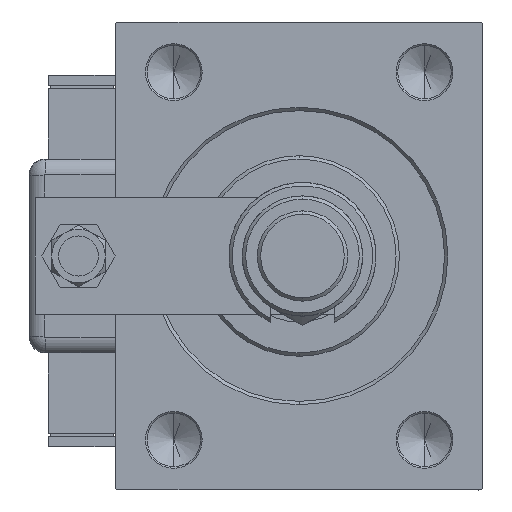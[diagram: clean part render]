
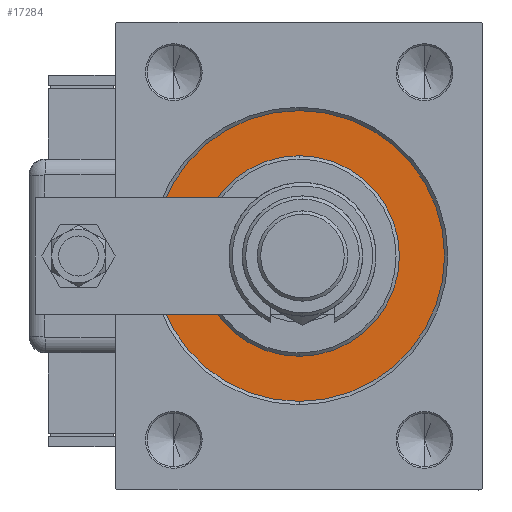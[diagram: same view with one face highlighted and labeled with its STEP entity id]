
A CAD part, left-side view. The second image highlights one B-rep face of the part: STEP entity #17284.
In plain terms, the highlighted face is planar.
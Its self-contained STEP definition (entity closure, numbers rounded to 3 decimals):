
#618 = DIRECTION ( 'NONE',  ( -1., 0., 0. ) ) ;
#1322 = DIRECTION ( 'NONE',  ( 1., 0., 0. ) ) ;
#1479 = CARTESIAN_POINT ( 'NONE',  ( 0., 0., -43.5 ) ) ;
#2143 = CIRCLE ( 'NONE', #44274, 43.5 ) ;
#4743 = CARTESIAN_POINT ( 'NONE',  ( 0., 0., 0. ) ) ;
#5378 = DIRECTION ( 'NONE',  ( 0., 0., 1. ) ) ;
#8452 = EDGE_CURVE ( 'NONE', #36903, #58262, #56395, .T. ) ;
#8583 = ORIENTED_EDGE ( 'NONE', *, *, #8452, .F. ) ;
#8827 = EDGE_CURVE ( 'NONE', #32768, #19119, #22487, .T. ) ;
#8843 = DIRECTION ( 'NONE',  ( -1., 0., 0. ) ) ;
#9523 = CIRCLE ( 'NONE', #48564, 30. ) ;
#13709 = EDGE_CURVE ( 'NONE', #58262, #36903, #2143, .T. ) ;
#14422 = DIRECTION ( 'NONE',  ( -1., 0., 0. ) ) ;
#14821 = DIRECTION ( 'NONE',  ( 0., 0., 1. ) ) ;
#17284 = ADVANCED_FACE ( 'NONE', ( #43350, #53326 ), #59088, .F. ) ;
#18168 = DIRECTION ( 'NONE',  ( 0., 0., -1. ) ) ;
#18532 = CARTESIAN_POINT ( 'NONE',  ( 0., 0., 0. ) ) ;
#19119 = VERTEX_POINT ( 'NONE', #35179 ) ;
#20537 = ORIENTED_EDGE ( 'NONE', *, *, #29324, .F. ) ;
#20984 = DIRECTION ( 'NONE',  ( 0., 0., -1. ) ) ;
#22487 = CIRCLE ( 'NONE', #43034, 30. ) ;
#29324 = EDGE_CURVE ( 'NONE', #19119, #32768, #9523, .T. ) ;
#32768 = VERTEX_POINT ( 'NONE', #42331 ) ;
#32828 = EDGE_LOOP ( 'NONE', ( #8583, #48770 ) ) ;
#35179 = CARTESIAN_POINT ( 'NONE',  ( 0., 0., 30. ) ) ;
#35895 = AXIS2_PLACEMENT_3D ( 'NONE', #4743, #14422, #5378 ) ;
#36903 = VERTEX_POINT ( 'NONE', #1479 ) ;
#37893 = CARTESIAN_POINT ( 'NONE',  ( 0., 0., 43.5 ) ) ;
#39243 = CARTESIAN_POINT ( 'NONE',  ( 0., 0., 0. ) ) ;
#41635 = CARTESIAN_POINT ( 'NONE',  ( 0., 0., 0. ) ) ;
#42331 = CARTESIAN_POINT ( 'NONE',  ( 0., 0., -30. ) ) ;
#43034 = AXIS2_PLACEMENT_3D ( 'NONE', #45392, #1322, #20984 ) ;
#43350 = FACE_BOUND ( 'NONE', #52751, .T. ) ;
#43387 = ORIENTED_EDGE ( 'NONE', *, *, #8827, .F. ) ;
#44274 = AXIS2_PLACEMENT_3D ( 'NONE', #39243, #618, #14821 ) ;
#45392 = CARTESIAN_POINT ( 'NONE',  ( 0., 0., 0. ) ) ;
#47137 = DIRECTION ( 'NONE',  ( 0., 0., 1. ) ) ;
#48564 = AXIS2_PLACEMENT_3D ( 'NONE', #41635, #62200, #18168 ) ;
#48770 = ORIENTED_EDGE ( 'NONE', *, *, #13709, .F. ) ;
#52751 = EDGE_LOOP ( 'NONE', ( #20537, #43387 ) ) ;
#53326 = FACE_OUTER_BOUND ( 'NONE', #32828, .T. ) ;
#56395 = CIRCLE ( 'NONE', #62549, 43.5 ) ;
#58262 = VERTEX_POINT ( 'NONE', #37893 ) ;
#59088 = PLANE ( 'NONE',  #35895 ) ;
#62200 = DIRECTION ( 'NONE',  ( 1., 0., 0. ) ) ;
#62549 = AXIS2_PLACEMENT_3D ( 'NONE', #18532, #8843, #47137 ) ;
